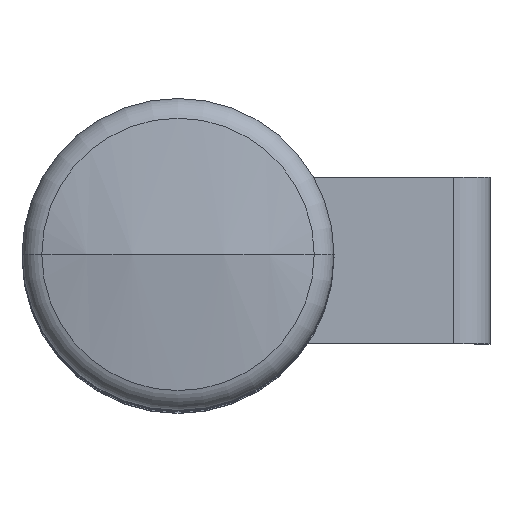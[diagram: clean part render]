
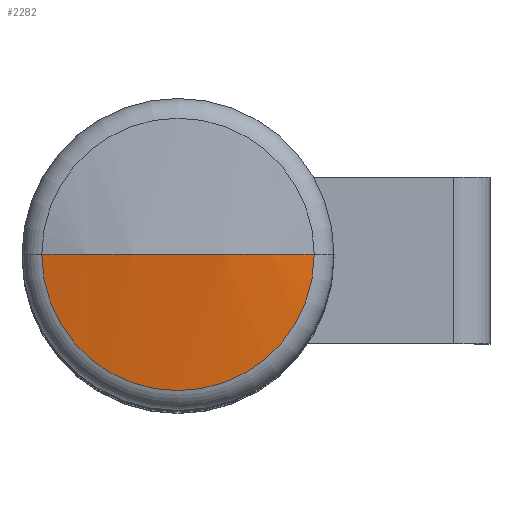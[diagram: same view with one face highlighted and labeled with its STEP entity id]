
A CAD part, top view. The second image highlights one B-rep face of the part: STEP entity #2282.
In plain terms, the highlighted spherical face has radius 110 mm.
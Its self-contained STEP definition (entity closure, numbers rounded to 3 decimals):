
#2201=CARTESIAN_POINT('POINT913',(0.,
   0.,677.8));
#2202=VERTEX_POINT('VERTEX913',#2201);
#2203=CARTESIAN_POINT('POINT914',(-26.19,
   0.,674.637));
#2204=VERTEX_POINT('VERTEX914',#2203);
#2205=CARTESIAN_POINT('POS1564',(0.,
   0.,567.8));
#2206=DIRECTION('DIR2429',(0.,-1.,0.));
#2207=DIRECTION('DIR2430',(0.,0.,1.));
#2208=AXIS2_PLACEMENT_3D('AXIS866',#2205,#2206,#2207);
#2209=CIRCLE('ELLIPSE394',#2208,110.);
#2210=EDGE_CURVE('EDGE1401',#2202,#2204,#2209,.T.);
#2212=CARTESIAN_POINT('POINT915',(26.19,
   0.,674.637));
#2213=VERTEX_POINT('VERTEX915',#2212);
#2214=CARTESIAN_POINT('POS1565',(0.,
   0.,567.8));
#2215=DIRECTION('DIR2431',(0.,-1.,0.));
#2216=DIRECTION('DIR2432',(0.,0.,1.));
#2217=AXIS2_PLACEMENT_3D('AXIS867',#2214,#2215,#2216);
#2218=CIRCLE('ELLIPSE395',#2217,110.);
#2219=EDGE_CURVE('EDGE1402',#2213,#2202,#2218,.T.);
#2221=CARTESIAN_POINT('POS1566',(0.,0.,674.637)
   );
#2222=DIRECTION('DIR2433',(0.,0.,-1.));
#2223=DIRECTION('DIR2434',(1.,0.,0.));
#2224=AXIS2_PLACEMENT_3D('AXIS868',#2221,#2222,#2223);
#2225=CIRCLE('ELLIPSE396',#2224,26.19);
#2230=CARTESIAN_POINT('POS1567',(0.,
   0.,567.8));
#2231=DIRECTION('DIR2435',(0.,0.,1.));
#2232=DIRECTION('DIR2436',(1.,0.,0.));
#2233=AXIS2_PLACEMENT_3D('AXIS869',#2230,#2231,#2232);
#2234=SPHERICAL_SURFACE('SPHERE_SURF7',#2233,110.);
#2276=ORIENTED_EDGE('COEDGE2810',*,*,#2210,.T.);
#2277=EDGE_CURVE('EDGE1408',#2213,#2204,#2225,.T.);
#2278=ORIENTED_EDGE('COEDGE2811',*,*,#2277,.F.);
#2279=ORIENTED_EDGE('COEDGE2812',*,*,#2219,.T.);
#2280=EDGE_LOOP('NONE',(#2276,#2278,#2279));
#2281=FACE_BOUND('LOOP1',#2280,.T.);
#2282=ADVANCED_FACE('FACE656',(#2281),#2234,.T.);
